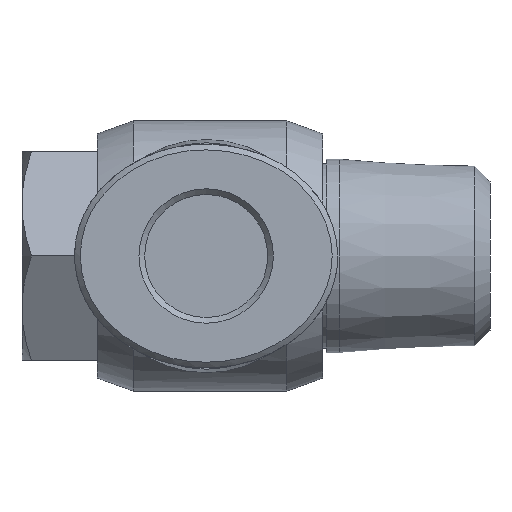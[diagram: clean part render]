
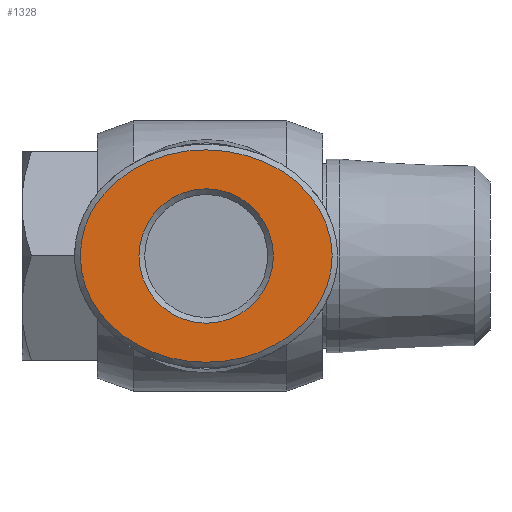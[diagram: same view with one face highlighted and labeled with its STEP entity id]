
A CAD part, front view. The second image highlights one B-rep face of the part: STEP entity #1328.
In plain terms, the highlighted face is planar.
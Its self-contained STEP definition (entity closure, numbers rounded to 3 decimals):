
#1261=CARTESIAN_POINT('',(6.7,5.,0.));
#1262=VERTEX_POINT('',#1261);
#1289=CARTESIAN_POINT('',(6.701,5.,0.));
#1290=CARTESIAN_POINT('',(6.702,5.,0.836));
#1291=CARTESIAN_POINT('',(6.252,5.,2.512));
#1292=CARTESIAN_POINT('',(4.341,5.,4.556));
#1293=CARTESIAN_POINT('',(1.558,5.,5.691));
#1294=CARTESIAN_POINT('',(-2.605,5.,5.717));
#1295=CARTESIAN_POINT('',(-6.337,5.,3.162));
#1296=CARTESIAN_POINT('',(-6.912,5.,-0.307));
#1297=CARTESIAN_POINT('',(-5.768,5.,-3.555));
#1298=CARTESIAN_POINT('',(-1.727,5.,-6.315));
#1299=CARTESIAN_POINT('',(3.725,5.,-5.254));
#1300=CARTESIAN_POINT('',(6.246,5.,-2.506));
#1301=CARTESIAN_POINT('',(6.7,5.,-0.837));
#1302=CARTESIAN_POINT('',(6.701,5.,0.));
#1303=B_SPLINE_CURVE_WITH_KNOTS('',3,(#1289,#1290,#1291,#1292,#1293,#1294,#1295,#1296,#1297,#1298,#1299,#1300,#1301,#1302),.UNSPECIFIED.,.T.,.U.,(4,1,1,1,1,1,1,1,1,1,1,4),(-3.142,-2.693,-2.244,-1.795,-1.346,-0.449,0.15,0.449,1.346,2.244,2.693,3.142),.UNSPECIFIED.);
#1304=EDGE_CURVE('',#1262,#1262,#1303,.T.);
#1309=CARTESIAN_POINT('',(0.,5.0,0.));
#1310=DIRECTION('',(0.0,-1.0,0.0));
#1311=DIRECTION('',(0.0,0.0,-1.0));
#1312=AXIS2_PLACEMENT_3D('',#1309,#1310,#1311);
#1313=PLANE('',#1312);
#1314=ORIENTED_EDGE('',*,*,#1304,.F.);
#1315=EDGE_LOOP('',(#1314));
#1316=FACE_OUTER_BOUND('',#1315,.T.);
#1317=CARTESIAN_POINT('',(3.575,5.,0.));
#1318=VERTEX_POINT('',#1317);
#1319=CARTESIAN_POINT('',(0.,5.0,0.0));
#1320=DIRECTION('',(0.0,1.0,0.0));
#1321=DIRECTION('',(-1.0,0.0,0.0));
#1322=AXIS2_PLACEMENT_3D('',#1319,#1320,#1321);
#1323=CIRCLE('',#1322,3.575);
#1324=EDGE_CURVE('',#1318,#1318,#1323,.T.);
#1325=ORIENTED_EDGE('',*,*,#1324,.F.);
#1326=EDGE_LOOP('',(#1325));
#1327=FACE_BOUND('',#1326,.T.);
#1328=ADVANCED_FACE('',(#1316,#1327),#1313,.F.);
